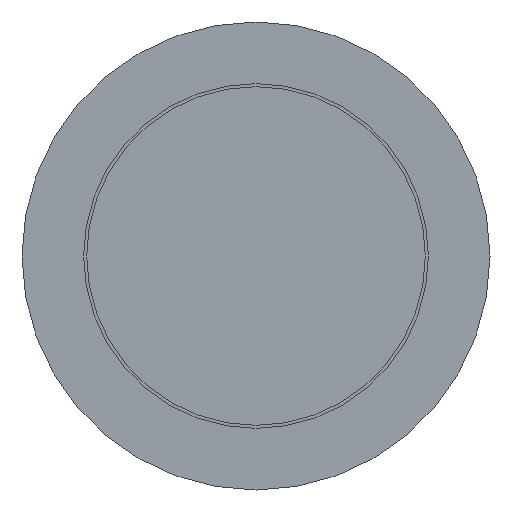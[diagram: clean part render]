
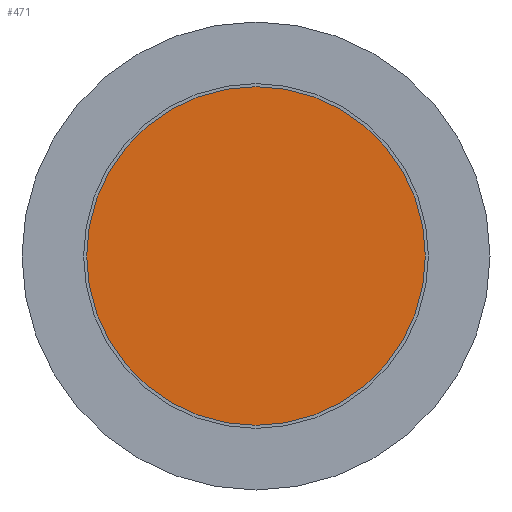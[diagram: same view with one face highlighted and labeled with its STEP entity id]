
A CAD part, front view. The second image highlights one B-rep face of the part: STEP entity #471.
In plain terms, the highlighted planar face has unit normal (0, -1, 0).
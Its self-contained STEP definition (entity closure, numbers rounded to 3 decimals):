
#14 = FACE_OUTER_BOUND ( 'NONE', #418, .T. ) ;
#74 = VERTEX_POINT ( 'NONE', #459 ) ;
#86 = ORIENTED_EDGE ( 'NONE', *, *, #377, .T. ) ;
#107 = DIRECTION ( 'NONE',  ( 0., 1., 0. ) ) ;
#140 = AXIS2_PLACEMENT_3D ( 'NONE', #299, #387, #178 ) ;
#148 = PLANE ( 'NONE',  #284 ) ;
#178 = DIRECTION ( 'NONE',  ( 0., 0., -1. ) ) ;
#284 = AXIS2_PLACEMENT_3D ( 'NONE', #446, #107, #317 ) ;
#299 = CARTESIAN_POINT ( 'NONE',  ( 0., 0., 0. ) ) ;
#317 = DIRECTION ( 'NONE',  ( 0., 0., 1. ) ) ;
#377 = EDGE_CURVE ( 'NONE', #74, #74, #385, .T. ) ;
#385 = CIRCLE ( 'NONE', #140, 13.75 ) ;
#387 = DIRECTION ( 'NONE',  ( 0., -1., 0. ) ) ;
#418 = EDGE_LOOP ( 'NONE', ( #86 ) ) ;
#446 = CARTESIAN_POINT ( 'NONE',  ( -13.75, 0., 0. ) ) ;
#459 = CARTESIAN_POINT ( 'NONE',  ( 0., 0., -13.75 ) ) ;
#471 = ADVANCED_FACE ( 'NONE', ( #14 ), #148, .F. ) ;
